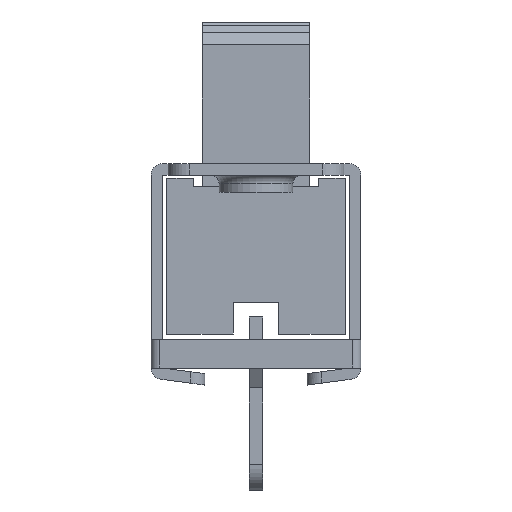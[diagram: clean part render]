
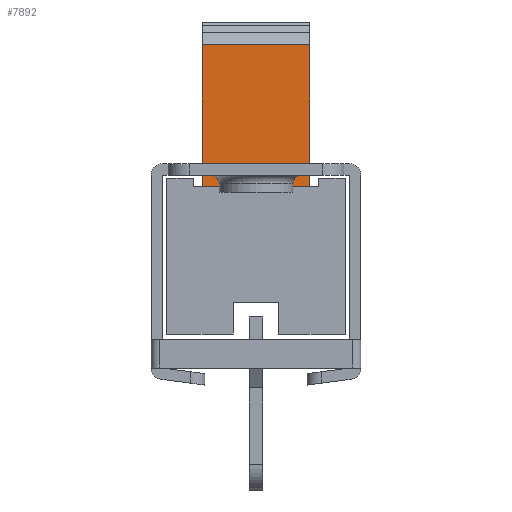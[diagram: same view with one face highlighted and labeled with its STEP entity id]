
A CAD part, left-side view. The second image highlights one B-rep face of the part: STEP entity #7892.
In plain terms, the highlighted planar face has unit normal (-1, 0, 0).
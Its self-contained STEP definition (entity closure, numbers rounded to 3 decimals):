
#7049 = PLANE('',#7050);
#7050 = AXIS2_PLACEMENT_3D('',#7051,#7052,#7053);
#7051 = CARTESIAN_POINT('',(0.,0.,5.2)
  );
#7052 = DIRECTION('',(0.,0.,1.));
#7053 = DIRECTION('',(0.,1.,0.));
#7221 = EDGE_CURVE('',#7222,#7224,#7226,.T.);
#7222 = VERTEX_POINT('',#7223);
#7223 = CARTESIAN_POINT('',(-2.75,1.9,5.2));
#7224 = VERTEX_POINT('',#7225);
#7225 = CARTESIAN_POINT('',(-2.75,-1.9,5.2));
#7226 = SURFACE_CURVE('',#7227,(#7231,#7238),.PCURVE_S1.);
#7227 = LINE('',#7228,#7229);
#7228 = CARTESIAN_POINT('',(-2.75,1.9,5.2));
#7229 = VECTOR('',#7230,1.);
#7230 = DIRECTION('',(0.,-1.,0.));
#7231 = PCURVE('',#7049,#7232);
#7232 = DEFINITIONAL_REPRESENTATION('',(#7233),#7237);
#7233 = LINE('',#7234,#7235);
#7234 = CARTESIAN_POINT('',(1.9,2.75));
#7235 = VECTOR('',#7236,1.);
#7236 = DIRECTION('',(-1.,0.));
#7237 = ( GEOMETRIC_REPRESENTATION_CONTEXT(2) 
PARAMETRIC_REPRESENTATION_CONTEXT() REPRESENTATION_CONTEXT('2D SPACE',''
  ) );
#7238 = PCURVE('',#7239,#7244);
#7239 = PLANE('',#7240);
#7240 = AXIS2_PLACEMENT_3D('',#7241,#7242,#7243);
#7241 = CARTESIAN_POINT('',(-2.75,1.9,11.));
#7242 = DIRECTION('',(1.,0.,0.));
#7243 = DIRECTION('',(0.,0.,-1.));
#7244 = DEFINITIONAL_REPRESENTATION('',(#7245),#7249);
#7245 = LINE('',#7246,#7247);
#7246 = CARTESIAN_POINT('',(5.8,0.));
#7247 = VECTOR('',#7248,1.);
#7248 = DIRECTION('',(0.,-1.));
#7249 = ( GEOMETRIC_REPRESENTATION_CONTEXT(2) 
PARAMETRIC_REPRESENTATION_CONTEXT() REPRESENTATION_CONTEXT('2D SPACE',''
  ) );
#7267 = PLANE('',#7268);
#7268 = AXIS2_PLACEMENT_3D('',#7269,#7270,#7271);
#7269 = CARTESIAN_POINT('',(0.,1.9,8.1));
#7270 = DIRECTION('',(0.,1.,0.));
#7271 = DIRECTION('',(0.,0.,1.));
#7321 = PLANE('',#7322);
#7322 = AXIS2_PLACEMENT_3D('',#7323,#7324,#7325);
#7323 = CARTESIAN_POINT('',(0.,-1.9,8.1));
#7324 = DIRECTION('',(0.,1.,0.));
#7325 = DIRECTION('',(0.,0.,1.));
#7892 = ADVANCED_FACE('',(#7893),#7239,.F.);
#7893 = FACE_BOUND('',#7894,.F.);
#7894 = EDGE_LOOP('',(#7895,#7918,#7946,#7967));
#7895 = ORIENTED_EDGE('',*,*,#7896,.F.);
#7896 = EDGE_CURVE('',#7897,#7222,#7899,.T.);
#7897 = VERTEX_POINT('',#7898);
#7898 = CARTESIAN_POINT('',(-2.75,1.9,10.2));
#7899 = SURFACE_CURVE('',#7900,(#7904,#7911),.PCURVE_S1.);
#7900 = LINE('',#7901,#7902);
#7901 = CARTESIAN_POINT('',(-2.75,1.9,11.));
#7902 = VECTOR('',#7903,1.);
#7903 = DIRECTION('',(0.,0.,-1.));
#7904 = PCURVE('',#7239,#7905);
#7905 = DEFINITIONAL_REPRESENTATION('',(#7906),#7910);
#7906 = LINE('',#7907,#7908);
#7907 = CARTESIAN_POINT('',(0.,0.));
#7908 = VECTOR('',#7909,1.);
#7909 = DIRECTION('',(1.,0.));
#7910 = ( GEOMETRIC_REPRESENTATION_CONTEXT(2) 
PARAMETRIC_REPRESENTATION_CONTEXT() REPRESENTATION_CONTEXT('2D SPACE',''
  ) );
#7911 = PCURVE('',#7267,#7912);
#7912 = DEFINITIONAL_REPRESENTATION('',(#7913),#7917);
#7913 = LINE('',#7914,#7915);
#7914 = CARTESIAN_POINT('',(2.9,-2.75));
#7915 = VECTOR('',#7916,1.);
#7916 = DIRECTION('',(-1.,0.));
#7917 = ( GEOMETRIC_REPRESENTATION_CONTEXT(2) 
PARAMETRIC_REPRESENTATION_CONTEXT() REPRESENTATION_CONTEXT('2D SPACE',''
  ) );
#7918 = ORIENTED_EDGE('',*,*,#7919,.F.);
#7919 = EDGE_CURVE('',#7920,#7897,#7922,.T.);
#7920 = VERTEX_POINT('',#7921);
#7921 = CARTESIAN_POINT('',(-2.75,-1.9,10.2));
#7922 = SURFACE_CURVE('',#7923,(#7927,#7934),.PCURVE_S1.);
#7923 = LINE('',#7924,#7925);
#7924 = CARTESIAN_POINT('',(-2.75,-17.245,10.2));
#7925 = VECTOR('',#7926,1.);
#7926 = DIRECTION('',(0.,1.,0.));
#7927 = PCURVE('',#7239,#7928);
#7928 = DEFINITIONAL_REPRESENTATION('',(#7929),#7933);
#7929 = LINE('',#7930,#7931);
#7930 = CARTESIAN_POINT('',(0.8,-19.145));
#7931 = VECTOR('',#7932,1.);
#7932 = DIRECTION('',(0.,1.));
#7933 = ( GEOMETRIC_REPRESENTATION_CONTEXT(2) 
PARAMETRIC_REPRESENTATION_CONTEXT() REPRESENTATION_CONTEXT('2D SPACE',''
  ) );
#7934 = PCURVE('',#7935,#7940);
#7935 = PLANE('',#7936);
#7936 = AXIS2_PLACEMENT_3D('',#7937,#7938,#7939);
#7937 = CARTESIAN_POINT('',(-2.356,-17.245,
    10.647));
#7938 = DIRECTION('',(-0.75,0.,0.662)
  );
#7939 = DIRECTION('',(-0.662,0.,
    -0.75));
#7940 = DEFINITIONAL_REPRESENTATION('',(#7941),#7945);
#7941 = LINE('',#7942,#7943);
#7942 = CARTESIAN_POINT('',(0.596,0.));
#7943 = VECTOR('',#7944,1.);
#7944 = DIRECTION('',(0.,-1.));
#7945 = ( GEOMETRIC_REPRESENTATION_CONTEXT(2) 
PARAMETRIC_REPRESENTATION_CONTEXT() REPRESENTATION_CONTEXT('2D SPACE',''
  ) );
#7946 = ORIENTED_EDGE('',*,*,#7947,.T.);
#7947 = EDGE_CURVE('',#7920,#7224,#7948,.T.);
#7948 = SURFACE_CURVE('',#7949,(#7953,#7960),.PCURVE_S1.);
#7949 = LINE('',#7950,#7951);
#7950 = CARTESIAN_POINT('',(-2.75,-1.9,11.));
#7951 = VECTOR('',#7952,1.);
#7952 = DIRECTION('',(0.,0.,-1.));
#7953 = PCURVE('',#7239,#7954);
#7954 = DEFINITIONAL_REPRESENTATION('',(#7955),#7959);
#7955 = LINE('',#7956,#7957);
#7956 = CARTESIAN_POINT('',(0.,-3.8));
#7957 = VECTOR('',#7958,1.);
#7958 = DIRECTION('',(1.,0.));
#7959 = ( GEOMETRIC_REPRESENTATION_CONTEXT(2) 
PARAMETRIC_REPRESENTATION_CONTEXT() REPRESENTATION_CONTEXT('2D SPACE',''
  ) );
#7960 = PCURVE('',#7321,#7961);
#7961 = DEFINITIONAL_REPRESENTATION('',(#7962),#7966);
#7962 = LINE('',#7963,#7964);
#7963 = CARTESIAN_POINT('',(2.9,-2.75));
#7964 = VECTOR('',#7965,1.);
#7965 = DIRECTION('',(-1.,0.));
#7966 = ( GEOMETRIC_REPRESENTATION_CONTEXT(2) 
PARAMETRIC_REPRESENTATION_CONTEXT() REPRESENTATION_CONTEXT('2D SPACE',''
  ) );
#7967 = ORIENTED_EDGE('',*,*,#7221,.F.);
